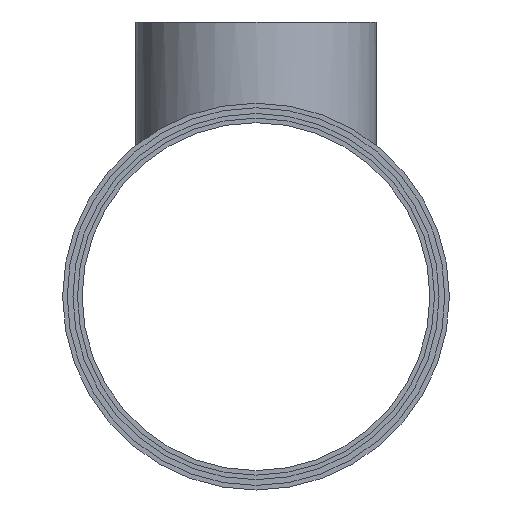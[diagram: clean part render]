
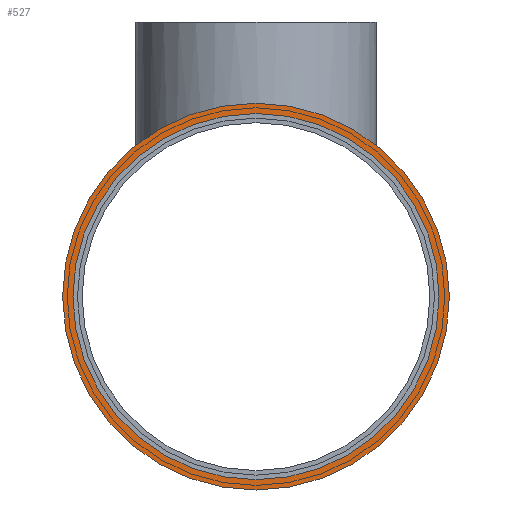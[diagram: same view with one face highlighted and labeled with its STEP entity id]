
A CAD part, front view. The second image highlights one B-rep face of the part: STEP entity #527.
In plain terms, the highlighted planar face has unit normal (0, -1, 0).
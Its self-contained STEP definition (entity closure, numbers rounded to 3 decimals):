
#142 = VERTEX_POINT ( 'NONE', #1351 ) ;
#199 = EDGE_CURVE ( 'NONE', #200, #142, #1409, .T. ) ;
#200 = VERTEX_POINT ( 'NONE', #1467 ) ;
#206 = EDGE_CURVE ( 'NONE', #207, #208, #1461, .T. ) ;
#207 = VERTEX_POINT ( 'NONE', #1451 ) ;
#208 = VERTEX_POINT ( 'NONE', #1450 ) ;
#458 = EDGE_LOOP ( 'NONE', ( #459, #460 ) ) ;
#459 = ORIENTED_EDGE ( 'NONE', *, *, #206, .F. ) ;
#460 = ORIENTED_EDGE ( 'NONE', *, *, #476, .F. ) ;
#476 = EDGE_CURVE ( 'NONE', #208, #207, #1972, .T. ) ;
#527 = ADVANCED_FACE ( 'NONE', ( #2067, #2066 ), #2130, .T. ) ;
#528 = EDGE_LOOP ( 'NONE', ( #529, #530 ) ) ;
#529 = ORIENTED_EDGE ( 'NONE', *, *, #199, .T. ) ;
#530 = ORIENTED_EDGE ( 'NONE', *, *, #531, .T. ) ;
#531 = EDGE_CURVE ( 'NONE', #142, #200, #2124, .T. ) ;
#1351 = CARTESIAN_POINT ( 'NONE',  ( 0., 50., 84.5 ) ) ;
#1405 = DIRECTION ( 'NONE',  ( 0., 0., -1. ) ) ;
#1406 = DIRECTION ( 'NONE',  ( 0., -1., 0. ) ) ;
#1407 = CARTESIAN_POINT ( 'NONE',  ( 0., 50., 0. ) ) ;
#1408 = AXIS2_PLACEMENT_3D ( 'NONE', #1407, #1406, #1405 ) ;
#1409 = CIRCLE ( 'NONE', #1408, 84.5 ) ;
#1450 = CARTESIAN_POINT ( 'NONE',  ( 0., 50., 80. ) ) ;
#1451 = CARTESIAN_POINT ( 'NONE',  ( 0., 50., -80. ) ) ;
#1452 = DIRECTION ( 'NONE',  ( 0., 0., -1. ) ) ;
#1453 = DIRECTION ( 'NONE',  ( 0., -1., 0. ) ) ;
#1454 = CARTESIAN_POINT ( 'NONE',  ( 0., 50., 0. ) ) ;
#1455 = AXIS2_PLACEMENT_3D ( 'NONE', #1454, #1453, #1452 ) ;
#1461 = CIRCLE ( 'NONE', #1455, 80. ) ;
#1467 = CARTESIAN_POINT ( 'NONE',  ( 0., 50., -84.5 ) ) ;
#1964 = DIRECTION ( 'NONE',  ( 0., 0., -1. ) ) ;
#1965 = DIRECTION ( 'NONE',  ( 0., -1., 0. ) ) ;
#1966 = CARTESIAN_POINT ( 'NONE',  ( 0., 50., 0. ) ) ;
#1967 = AXIS2_PLACEMENT_3D ( 'NONE', #1966, #1965, #1964 ) ;
#1972 = CIRCLE ( 'NONE', #1967, 80. ) ;
#2066 = FACE_BOUND ( 'NONE', #458, .T. ) ;
#2067 = FACE_OUTER_BOUND ( 'NONE', #528, .T. ) ;
#2121 = DIRECTION ( 'NONE',  ( 0., 0., -1. ) ) ;
#2122 = DIRECTION ( 'NONE',  ( 0., -1., 0. ) ) ;
#2123 = AXIS2_PLACEMENT_3D ( 'NONE', #2128, #2122, #2121 ) ;
#2124 = CIRCLE ( 'NONE', #2123, 84.5 ) ;
#2125 = DIRECTION ( 'NONE',  ( 0., 0., -1. ) ) ;
#2126 = DIRECTION ( 'NONE',  ( 0., -1., 0. ) ) ;
#2127 = AXIS2_PLACEMENT_3D ( 'NONE', #2129, #2126, #2125 ) ;
#2128 = CARTESIAN_POINT ( 'NONE',  ( 0., 50., 0. ) ) ;
#2129 = CARTESIAN_POINT ( 'NONE',  ( 0., 50., 80. ) ) ;
#2130 = PLANE ( 'NONE',  #2127 ) ;
